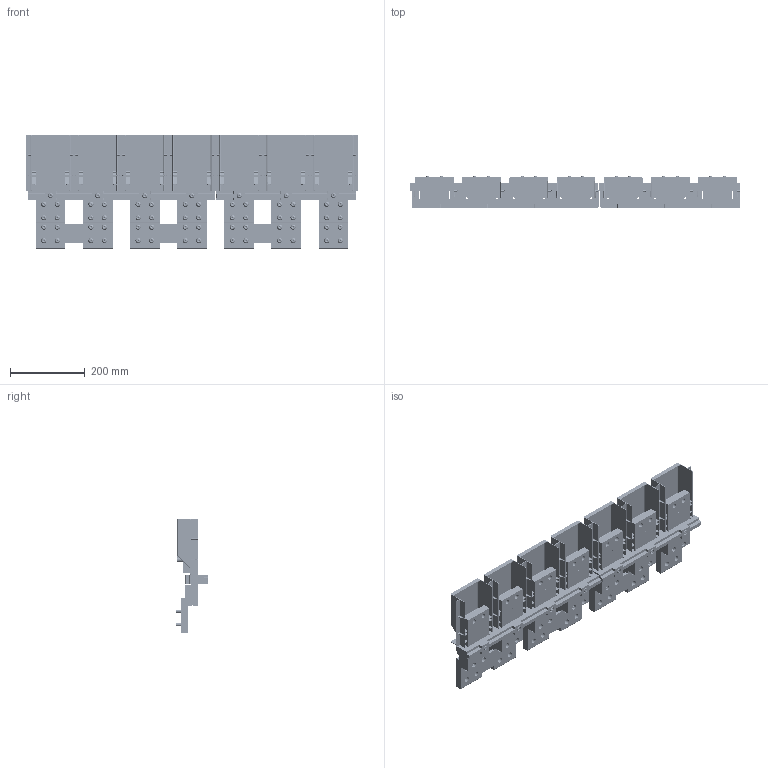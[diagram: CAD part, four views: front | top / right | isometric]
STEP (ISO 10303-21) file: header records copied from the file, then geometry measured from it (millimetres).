
FILE_DESCRIPTION(('CATIA V5 STEP Exchange'),'2;1');
FILE_NAME('1SDH001252R0334_E6.2_IV_F_TERMINALS_F_UPPER.stp','2014-11-06T15:43:04+00:00',('none'),('none'),'CATIA Version 5 Release 20 SP 6 (IN-10)','CATIA V5 STEP AP214','none');
FILE_SCHEMA(('AUTOMOTIVE_DESIGN { 1 0 10303 214 1 1 1 1 }'));
Products named in the file (1): 1SDH001252R0334_E6.2_IV_F_TERMINALS_F_UPPER
Bounding box: 887 x 83.4 x 304 mm (x, y, z)
Volume: 4589295.9 mm3; surface area: 1459357.9 mm2
Topology: 153 solids, 153 shells, 5093 faces, 13135 edges, 8117 vertices
Faces by surface type: plane 2315, cylinder 2106, sphere 490, cone 140, bspline 28, torus 14
Entity records: 152221 total; most frequent: CARTESIAN_POINT 38057, ORIENTED_EDGE 25346, DIRECTION 18701, EDGE_CURVE 12673, VERTEX_POINT 8117, AXIS2_PLACEMENT_3D 7856, VECTOR 7027, LINE 7027
